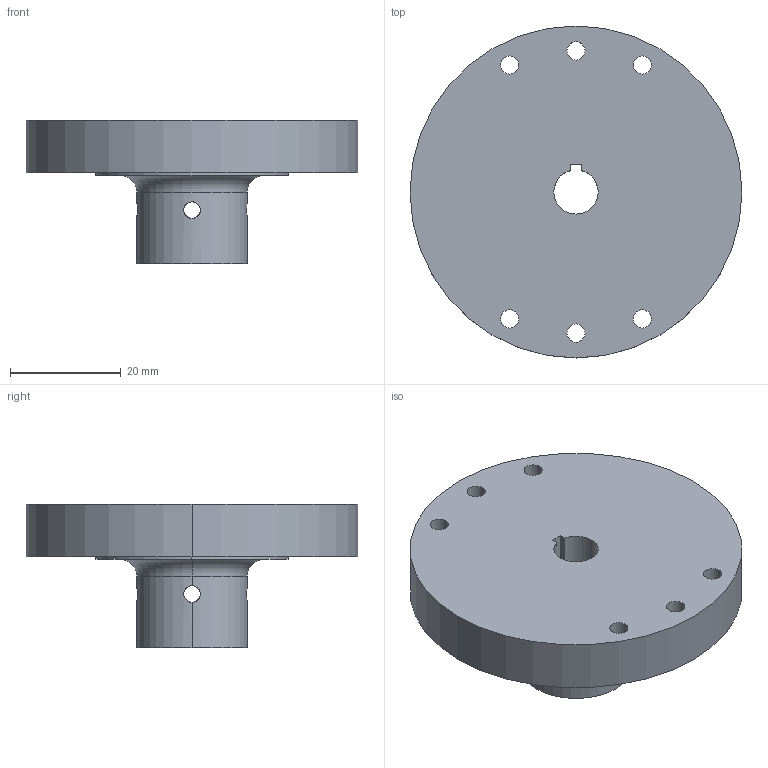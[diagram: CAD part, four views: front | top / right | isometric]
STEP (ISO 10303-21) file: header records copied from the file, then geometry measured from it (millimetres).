
FILE_DESCRIPTION (( 'STEP AP203' ), '1' );
FILE_NAME ('J3 Spindle.STEP', '2020-08-26T14:53:43', ( '' ), ( '' ), 'SwSTEP 2.0', 'SolidWorks 2019', '' );
FILE_SCHEMA (( 'CONFIG_CONTROL_DESIGN' ));
Length unit declared in the file: millimetre
Products named in the file (1): J3 Spindle
Bounding box: 60 x 60 x 26 mm (x, y, z)
Volume: 25663.7 mm3; surface area: 10841.4 mm2
Topology: 1 solids, 1 shells, 69 faces, 185 edges, 120 vertices
Faces by surface type: cylinder 52, plane 15, torus 2
Entity records: 2664 total; most frequent: CARTESIAN_POINT 755, DIRECTION 405, ORIENTED_EDGE 370, EDGE_CURVE 185, AXIS2_PLACEMENT_3D 166, VERTEX_POINT 120, CIRCLE 96, EDGE_LOOP 93
